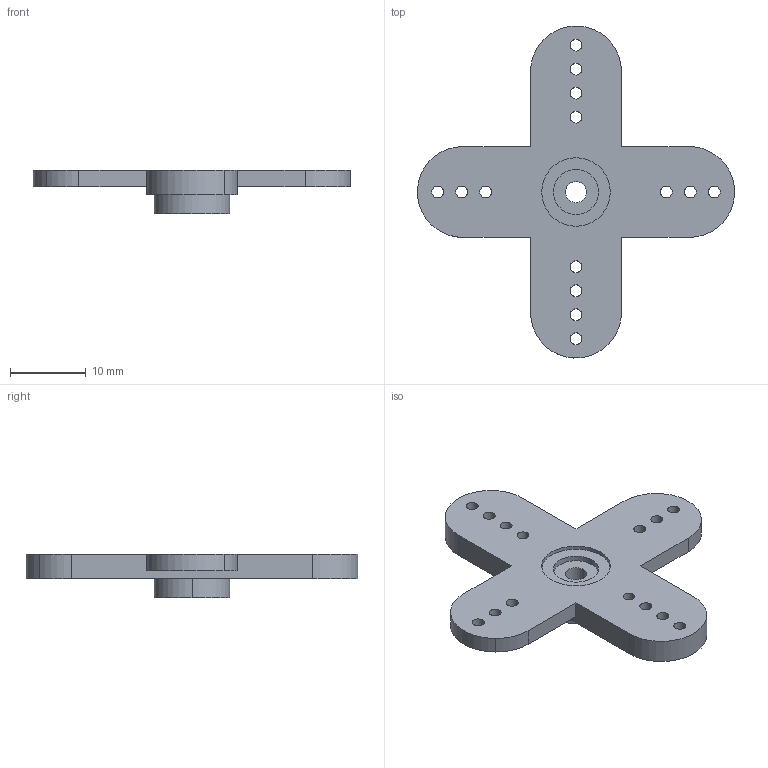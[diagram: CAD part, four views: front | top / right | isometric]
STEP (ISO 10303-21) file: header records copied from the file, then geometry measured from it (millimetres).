
FILE_DESCRIPTION((''),'2;1');
FILE_NAME('servolink.stp','2002-01-13T16:38:06',('Administrator'),(''),'Autodesk Inventor (tm) 3.0','Autodesk Inventor (tm) 3.0','');
FILE_SCHEMA(('CONFIG_CONTROL_DESIGN'));
Length unit declared in the file: inch
Products named in the file (1): servolink
Bounding box: 41.97 x 43.92 x 5.8 mm (x, y, z)
Volume: 2343.6 mm3; surface area: 2392.7 mm2
Topology: 1 solids, 1 shells, 60 faces, 162 edges, 108 vertices
Faces by surface type: cylinder 46, plane 14
Entity records: 2095 total; most frequent: DIRECTION 376, CARTESIAN_POINT 331, ORIENTED_EDGE 324, EDGE_CURVE 162, AXIS2_PLACEMENT_3D 153, VERTEX_POINT 108, EDGE_LOOP 94, CIRCLE 92
